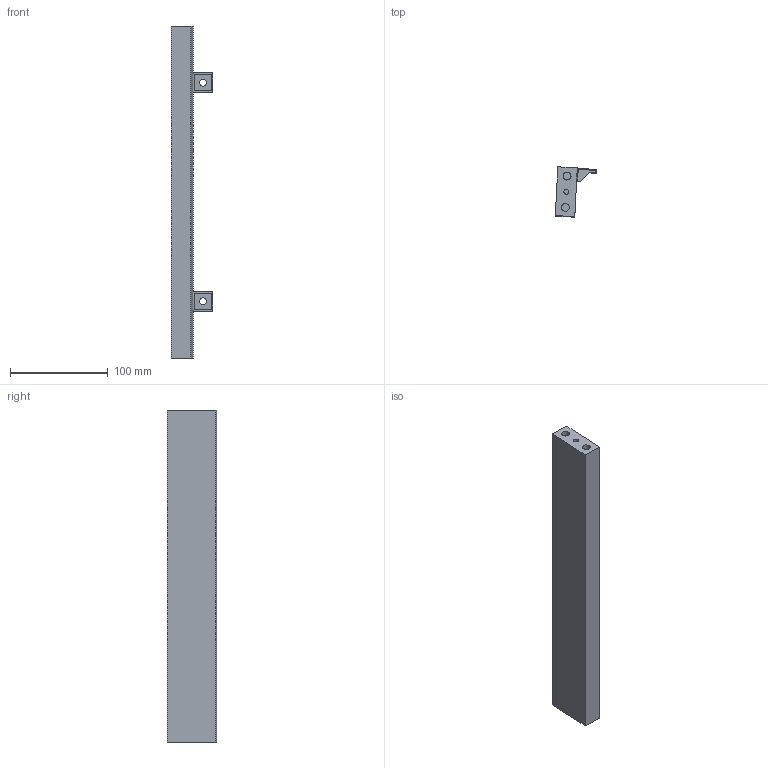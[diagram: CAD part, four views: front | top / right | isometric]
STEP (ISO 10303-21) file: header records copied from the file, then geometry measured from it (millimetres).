
FILE_DESCRIPTION (( 'STEP AP203' ), '1' );
FILE_NAME ('12page_scene_1_long_bar.STEP', '2020-04-29T02:16:44', ( '' ), ( '' ), 'SwSTEP 2.0', 'SolidWorks 2014', '' );
FILE_SCHEMA (( 'CONFIG_CONTROL_DESIGN' ));
Length unit declared in the file: millimetre
Products named in the file (3): 12page_scene_1_long_bar; chair part2; chair braket(4ea)
Assembly tree (3 placements, depth 2):
  12page_scene_1_long_bar
    chair part2
    chair braket(4ea)  x2
Bounding box: 42.48 x 50.98 x 340 mm (x, y, z)
Volume: 336731.3 mm3; surface area: 57031.5 mm2
Topology: 3 solids, 3 shells, 96 faces, 226 edges, 136 vertices
Faces by surface type: plane 44, cylinder 40, bspline 8, cone 4
Entity records: 2133 total; most frequent: CARTESIAN_POINT 367, DIRECTION 328, ORIENTED_EDGE 276, EDGE_CURVE 138, AXIS2_PLACEMENT_3D 125, VERTEX_POINT 88, LINE 78, VECTOR 78
